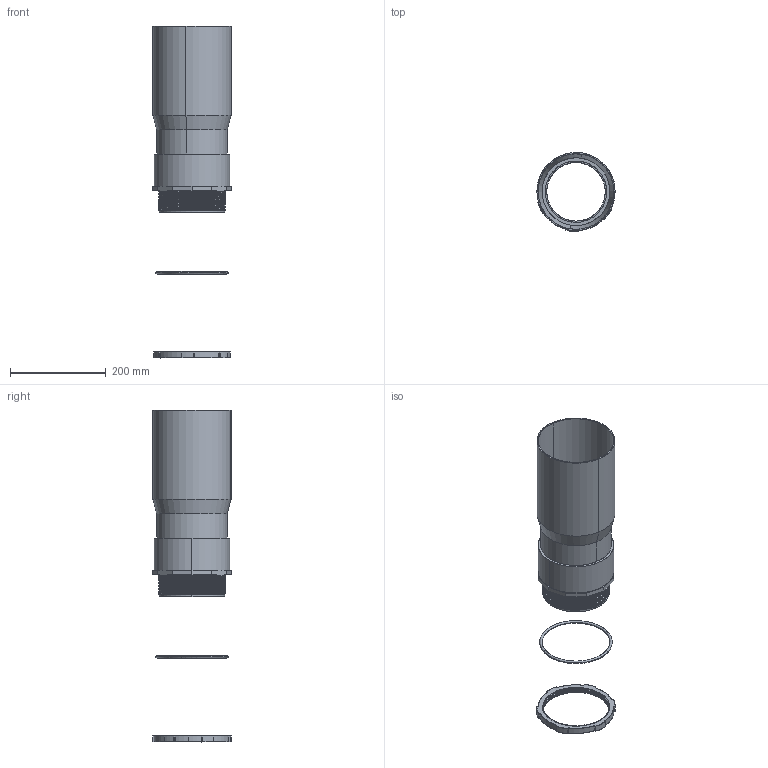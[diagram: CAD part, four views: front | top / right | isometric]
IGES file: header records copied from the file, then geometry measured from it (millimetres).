
Start section: SolidWorks IGES file using analytic representation for surfaces
Global section: file name: NUS-7XLG.IGS; native system: SolidWorks 2013; preprocessor: SolidWorks 2013; author: office; date: 161118.082857; units: inch
Bounding box: 163.88 x 164.39 x 691.71 mm (x, y, z)
Surface area: 541694.3 mm2 (no closed solid volume)
Topology: 0 solids, 0 shells, 266 faces, 4251 edges, 4228 vertices
Faces by surface type: revolution 162, bspline 104
